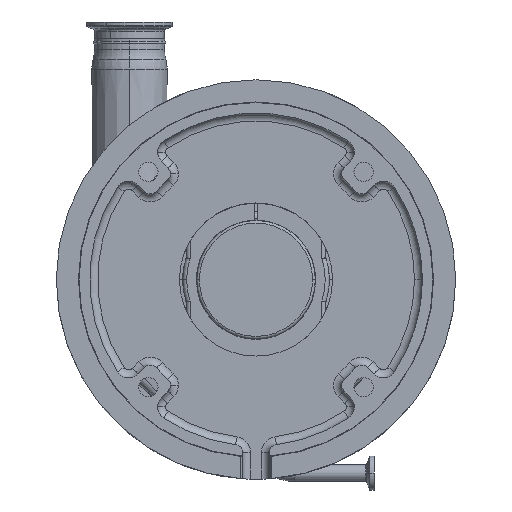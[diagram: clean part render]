
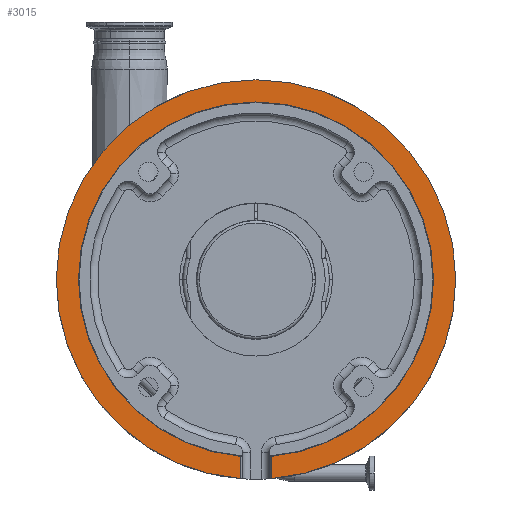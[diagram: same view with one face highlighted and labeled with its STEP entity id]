
A CAD part, top view. The second image highlights one B-rep face of the part: STEP entity #3015.
In plain terms, the highlighted planar face has unit normal (0, 0, 1).
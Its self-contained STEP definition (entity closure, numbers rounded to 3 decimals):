
#135 = PLANE ( 'NONE',  #20023 ) ;
#816 = CARTESIAN_POINT ( 'NONE',  ( 0., 0., 197. ) ) ;
#1136 = CIRCLE ( 'NONE', #11783, 133.35 ) ;
#1412 = EDGE_CURVE ( 'NONE', #13442, #13755, #13891, .T. ) ;
#2371 = EDGE_LOOP ( 'NONE', ( #9407, #11679, #2948, #3026, #4076, #10253, #16120, #15796 ) ) ;
#2725 = DIRECTION ( 'NONE',  ( -1., 0., 0. ) ) ;
#2852 = EDGE_CURVE ( 'NONE', #13755, #5081, #8944, .T. ) ;
#2948 = ORIENTED_EDGE ( 'NONE', *, *, #13703, .T. ) ;
#3015 = ADVANCED_FACE ( 'NONE', ( #18502 ), #135, .T. ) ;
#3026 = ORIENTED_EDGE ( 'NONE', *, *, #3345, .T. ) ;
#3345 = EDGE_CURVE ( 'NONE', #14434, #6052, #20038, .T. ) ;
#3825 = DIRECTION ( 'NONE',  ( 1., 0., 0. ) ) ;
#4076 = ORIENTED_EDGE ( 'NONE', *, *, #21344, .T. ) ;
#4502 = DIRECTION ( 'NONE',  ( -1., 0., 0. ) ) ;
#4599 = DIRECTION ( 'NONE',  ( 0., 0., -1. ) ) ;
#4840 = CARTESIAN_POINT ( 'NONE',  ( 11.528, -170.402, 197. ) ) ;
#5081 = VERTEX_POINT ( 'NONE', #20631 ) ;
#5214 = EDGE_CURVE ( 'NONE', #5081, #18903, #12163, .T. ) ;
#5282 = CARTESIAN_POINT ( 'NONE',  ( 0., 0., 197. ) ) ;
#5391 = DIRECTION ( 'NONE',  ( 1., 0., 0. ) ) ;
#5689 = AXIS2_PLACEMENT_3D ( 'NONE', #10500, #8835, #16127 ) ;
#6052 = VERTEX_POINT ( 'NONE', #18515 ) ;
#6599 = CARTESIAN_POINT ( 'NONE',  ( 0., 0., 197. ) ) ;
#6711 = CARTESIAN_POINT ( 'NONE',  ( -133.35, 0., 197. ) ) ;
#6752 = DIRECTION ( 'NONE',  ( 1., 0., 0. ) ) ;
#8171 = DIRECTION ( 'NONE',  ( 0., -1., 0. ) ) ;
#8323 = DIRECTION ( 'NONE',  ( 0., 0., -1. ) ) ;
#8736 = AXIS2_PLACEMENT_3D ( 'NONE', #22887, #17272, #4502 ) ;
#8777 = VECTOR ( 'NONE', #23357, 1000. ) ;
#8835 = DIRECTION ( 'NONE',  ( 0., 0., -1. ) ) ;
#8944 = CIRCLE ( 'NONE', #23060, 150. ) ;
#9182 = CARTESIAN_POINT ( 'NONE',  ( 11.528, -149.556, 197. ) ) ;
#9407 = ORIENTED_EDGE ( 'NONE', *, *, #2852, .F. ) ;
#9414 = CARTESIAN_POINT ( 'NONE',  ( -11.528, -149.556, 197. ) ) ;
#9720 = AXIS2_PLACEMENT_3D ( 'NONE', #13922, #8323, #6752 ) ;
#10253 = ORIENTED_EDGE ( 'NONE', *, *, #22013, .F. ) ;
#10500 = CARTESIAN_POINT ( 'NONE',  ( 0., 0., 197. ) ) ;
#11679 = ORIENTED_EDGE ( 'NONE', *, *, #1412, .F. ) ;
#11783 = AXIS2_PLACEMENT_3D ( 'NONE', #5282, #14604, #5391 ) ;
#12163 = CIRCLE ( 'NONE', #8736, 150. ) ;
#13243 = CARTESIAN_POINT ( 'NONE',  ( 0., 0., 197. ) ) ;
#13442 = VERTEX_POINT ( 'NONE', #21770 ) ;
#13703 = EDGE_CURVE ( 'NONE', #13442, #14434, #16019, .T. ) ;
#13755 = VERTEX_POINT ( 'NONE', #9414 ) ;
#13814 = VERTEX_POINT ( 'NONE', #9182 ) ;
#13891 = LINE ( 'NONE', #19047, #19547 ) ;
#13922 = CARTESIAN_POINT ( 'NONE',  ( 0., 0., 197. ) ) ;
#14418 = CARTESIAN_POINT ( 'NONE',  ( 150., 0., 197. ) ) ;
#14434 = VERTEX_POINT ( 'NONE', #6711 ) ;
#14604 = DIRECTION ( 'NONE',  ( 0., 0., -1. ) ) ;
#15796 = ORIENTED_EDGE ( 'NONE', *, *, #5214, .F. ) ;
#16019 = CIRCLE ( 'NONE', #5689, 133.35 ) ;
#16120 = ORIENTED_EDGE ( 'NONE', *, *, #20903, .F. ) ;
#16127 = DIRECTION ( 'NONE',  ( 1., 0., 0. ) ) ;
#17266 = VERTEX_POINT ( 'NONE', #22353 ) ;
#17272 = DIRECTION ( 'NONE',  ( 0., 0., -1. ) ) ;
#17347 = AXIS2_PLACEMENT_3D ( 'NONE', #816, #22535, #2725 ) ;
#18502 = FACE_OUTER_BOUND ( 'NONE', #2371, .T. ) ;
#18515 = CARTESIAN_POINT ( 'NONE',  ( 133.35, 0., 197. ) ) ;
#18903 = VERTEX_POINT ( 'NONE', #14418 ) ;
#18936 = DIRECTION ( 'NONE',  ( -1., 0., 0. ) ) ;
#19047 = CARTESIAN_POINT ( 'NONE',  ( -11.528, -99.499, 197. ) ) ;
#19547 = VECTOR ( 'NONE', #8171, 1000. ) ;
#20023 = AXIS2_PLACEMENT_3D ( 'NONE', #13243, #20185, #3825 ) ;
#20038 = CIRCLE ( 'NONE', #9720, 133.35 ) ;
#20185 = DIRECTION ( 'NONE',  ( 0., 0., 1. ) ) ;
#20631 = CARTESIAN_POINT ( 'NONE',  ( -150., 0., 197. ) ) ;
#20903 = EDGE_CURVE ( 'NONE', #18903, #13814, #21549, .T. ) ;
#21217 = LINE ( 'NONE', #4840, #8777 ) ;
#21344 = EDGE_CURVE ( 'NONE', #6052, #17266, #1136, .T. ) ;
#21549 = CIRCLE ( 'NONE', #17347, 150. ) ;
#21770 = CARTESIAN_POINT ( 'NONE',  ( -11.528, -132.851, 197. ) ) ;
#22013 = EDGE_CURVE ( 'NONE', #13814, #17266, #21217, .T. ) ;
#22353 = CARTESIAN_POINT ( 'NONE',  ( 11.528, -132.851, 197. ) ) ;
#22535 = DIRECTION ( 'NONE',  ( 0., 0., -1. ) ) ;
#22887 = CARTESIAN_POINT ( 'NONE',  ( 0., 0., 197. ) ) ;
#23060 = AXIS2_PLACEMENT_3D ( 'NONE', #6599, #4599, #18936 ) ;
#23357 = DIRECTION ( 'NONE',  ( 0., 1., 0. ) ) ;
